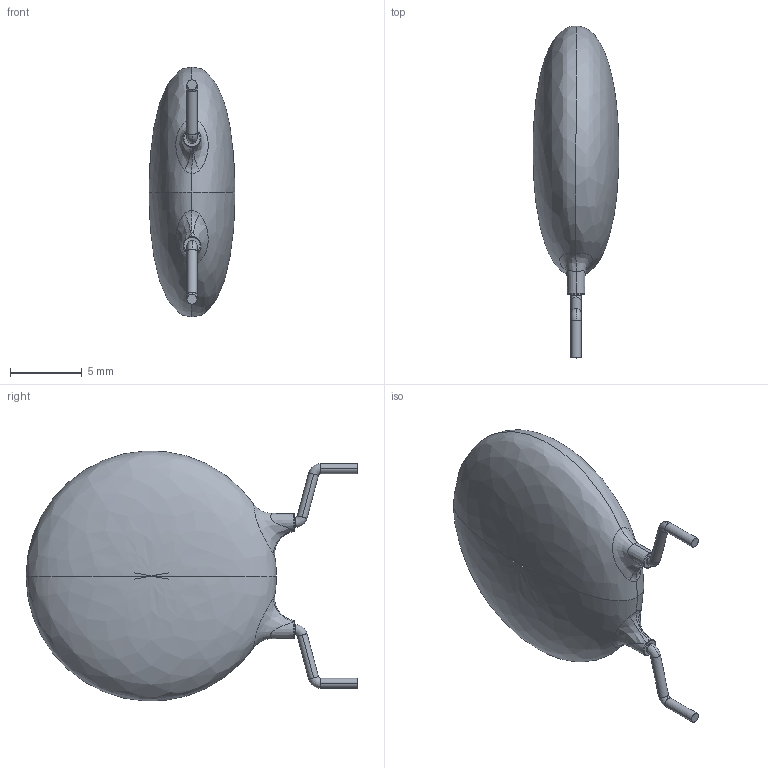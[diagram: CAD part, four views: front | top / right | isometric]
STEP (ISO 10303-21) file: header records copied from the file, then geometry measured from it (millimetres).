
FILE_DESCRIPTION(('FreeCAD Model'),'2;1');
FILE_NAME('Open CASCADE Shape Model','2024-02-23T10:21:30',('Author'),( ''),'Open CASCADE STEP processor 7.5','FreeCAD','Unknown');
FILE_SCHEMA(('AUTOMOTIVE_DESIGN { 1 0 10303 214 1 1 1 1 }'));
Length unit declared in the file: millimetre
Products named in the file (1): CAPRB1500W70D1750T600H1760
Bounding box: 6 x 23.2 x 17.47 mm (x, y, z)
Volume: 1033.3 mm3; surface area: 649.4 mm2
Topology: 3 solids, 3 shells, 54 faces, 386 edges, 1098 vertices
Faces by surface type: bspline 20, torus 12, cylinder 12, plane 6, cone 4
Entity records: 9001 total; most frequent: CARTESIAN_POINT 4741, DIRECTION 648, GEOMETRIC_CURVE_SET 257, ORIENTED_EDGE 252, PCURVE 252, DEFINITIONAL_REPRESENTATION 252, TRIMMED_CURVE 252, B_SPLINE_CURVE_WITH_KNOTS 236
